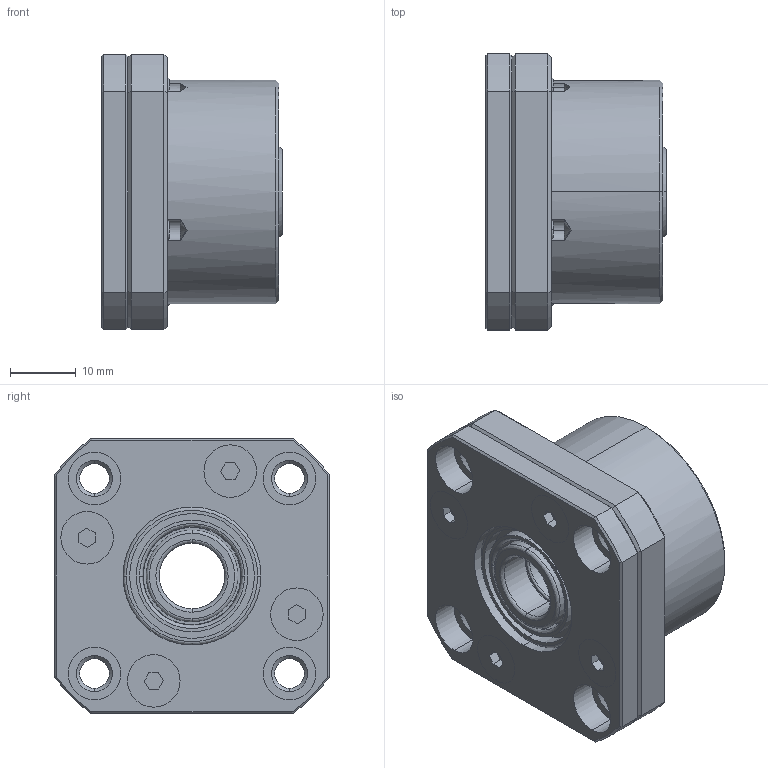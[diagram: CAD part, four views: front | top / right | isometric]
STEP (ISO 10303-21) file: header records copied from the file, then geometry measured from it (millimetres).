
FILE_DESCRIPTION (( 'STEP AP203' ), '1' );
FILE_NAME ('FK10_WBK10.STEP', '2015-03-16T19:26:55', ( 'Jim Meade' ), ( 'Hewlett-Packard' ), 'SwSTEP 2.0', 'SolidWorks 2015', '' );
FILE_SCHEMA (( 'CONFIG_CONTROL_DESIGN' ));
Length unit declared in the file: millimetre
Products named in the file (1): FK10_WBK10
Bounding box: 27.47 x 42 x 42 mm (x, y, z)
Volume: 25906.5 mm3; surface area: 22758.9 mm2
Topology: 34 solids, 34 shells, 521 faces, 1389 edges, 847 vertices
Faces by surface type: cylinder 178, cone 130, bspline 120, plane 93
Entity records: 19055 total; most frequent: CARTESIAN_POINT 6933, ORIENTED_EDGE 2622, DIRECTION 2424, EDGE_CURVE 1311, AXIS2_PLACEMENT_3D 1034, VERTEX_POINT 847, CIRCLE 632, EDGE_LOOP 602
